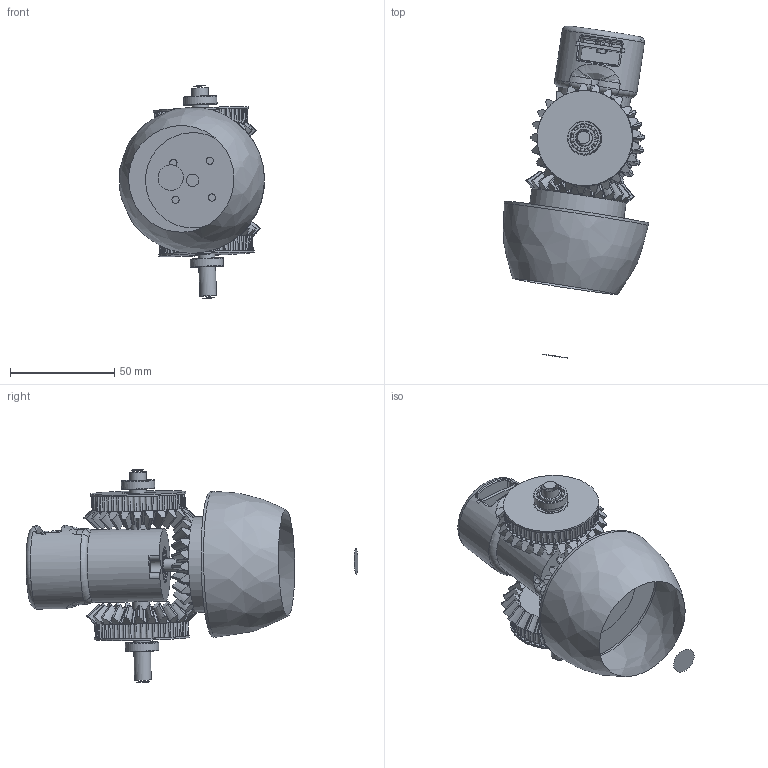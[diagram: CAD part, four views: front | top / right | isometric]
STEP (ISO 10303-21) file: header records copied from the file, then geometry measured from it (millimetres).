
FILE_DESCRIPTION(/* description */ (''),/* implementation_level */ '2;1');
FILE_NAME(/* name */ 'Manipulator_v2_Shrinkwrap_2_ipt_140ec460.STEP',/* time_stamp */ '2022-05-30T19:23:22+02:00',/* author */ ('pc'),/* organization */ (''),/* preprocessor_version */ 'ST-DEVELOPER v18.1',/* originating_system */ 'Autodesk Inventor 2021',/* authorisation */ '');
FILE_SCHEMA (('AUTOMOTIVE_DESIGN { 1 0 10303 214 3 1 1 }'));
Products named in the file (1): Manipulator_v2_Shrinkwrap_2
Bounding box: 69.78 x 159.52 x 102.17 mm (x, y, z)
Volume: 270984.6 mm3; surface area: 69918.6 mm2
Topology: 81 solids, 81 shells, 1128 faces, 3354 edges, 2292 vertices
Faces by surface type: bspline 387, cylinder 340, plane 138, cone 105, torus 101, sphere 57
Full cylindrical faces by diameter (mm): 2.5 x1, 3 x3, 3.1 x3, 3.5 x6, 3.7 x1, 4 x3, 5.5 x1, 5.7 x1, 6 x2, 6.001 x1, 6.2 x1, 7 x1, 8 x13, 8.2 x2, 9.026 x2, 10 x2, 10.5 x14, 11.3 x1, 13.5 x14, 13.646 x2, 14.8 x4, 16 x7, 16.4 x4, 17 x1, 17.3 x2, 26 x1, 35 x1, 40 x1, 45.798 x5, 70 x1
Entity records: 45294 total; most frequent: CARTESIAN_POINT 15357, ORIENTED_EDGE 6478, DIRECTION 5666, EDGE_CURVE 3239, AXIS2_PLACEMENT_3D 2357, VERTEX_POINT 2292, CIRCLE 1605, EDGE_LOOP 1221
